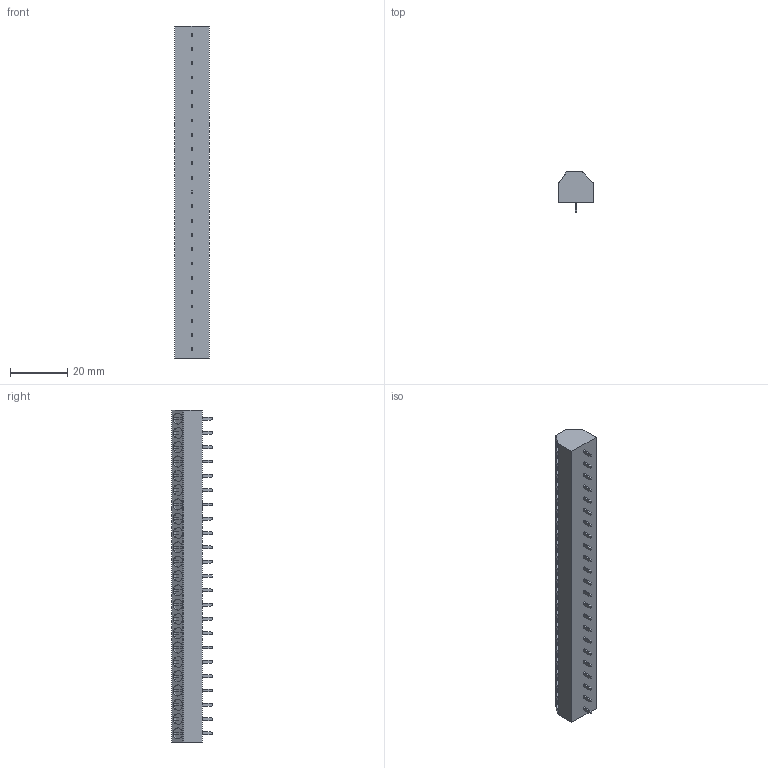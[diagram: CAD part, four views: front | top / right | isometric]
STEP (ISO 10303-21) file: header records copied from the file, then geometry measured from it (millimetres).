
FILE_DESCRIPTION((''),'2;1');
FILE_NAME('PRT0002','2024-10-19T',('sj'),(''),'PRO/ENGINEER BY PARAMETRIC TECHNOLOGY CORPORATION, 2013240','PRO/ENGINEER BY PARAMETRIC TECHNOLOGY CORPORATION, 2013240','');
FILE_SCHEMA(('AUTOMOTIVE_DESIGN_CC2 { 1 2 10303 214 -1 1 5 2 }'));
Length unit declared in the file: millimetre
Products named in the file (1): PRT0002
Bounding box: 12 x 14.3 x 116 mm (x, y, z)
Volume: 12676 mm3; surface area: 5966.1 mm2
Topology: 1 solids, 1 shells, 518 faces, 1341 edges, 894 vertices
Faces by surface type: plane 468, cylinder 50
Entity records: 15677 total; most frequent: CARTESIAN_POINT 2753, ORIENTED_EDGE 2682, DIRECTION 2569, EDGE_CURVE 1341, VECTOR 1149, LINE 1149, VERTEX_POINT 894, AXIS2_PLACEMENT_3D 710
